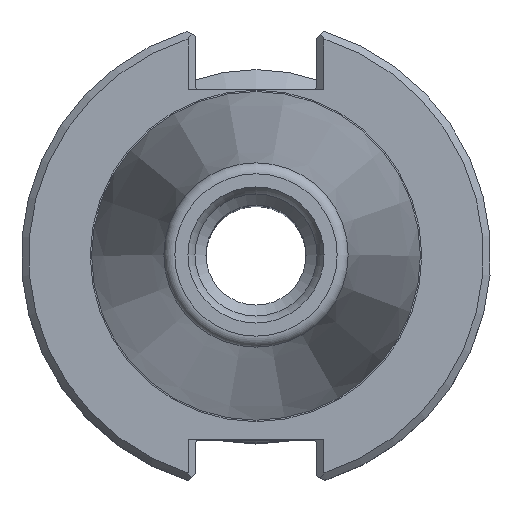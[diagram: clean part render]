
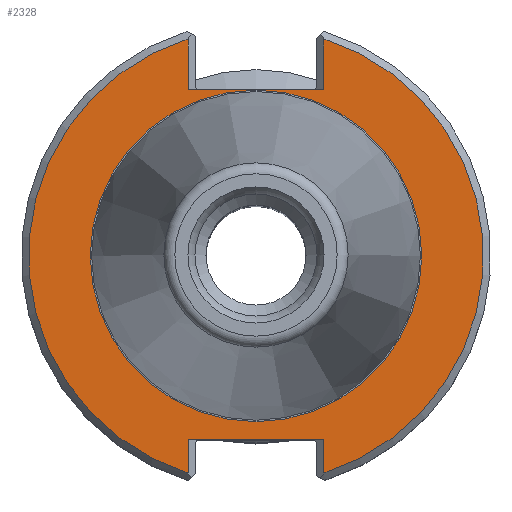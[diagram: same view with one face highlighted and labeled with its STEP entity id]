
A CAD part, top view. The second image highlights one B-rep face of the part: STEP entity #2328.
In plain terms, the highlighted planar face has unit normal (0, 0, 1).
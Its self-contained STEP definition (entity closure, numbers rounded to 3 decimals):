
#137=LINE('',#3424,#202);
#138=LINE('',#3426,#203);
#139=LINE('',#3428,#204);
#140=LINE('',#3432,#205);
#141=LINE('',#3434,#206);
#142=LINE('',#3436,#207);
#202=VECTOR('',#2723,1000.);
#203=VECTOR('',#2724,1000.);
#204=VECTOR('',#2725,1000.);
#205=VECTOR('',#2728,1000.);
#206=VECTOR('',#2729,1000.);
#207=VECTOR('',#2730,1000.);
#255=CIRCLE('',#2459,22.413);
#256=CIRCLE('',#2461,30.75);
#257=CIRCLE('',#2462,30.75);
#441=ORIENTED_EDGE('',*,*,#852,.T.);
#442=ORIENTED_EDGE('',*,*,#853,.T.);
#443=ORIENTED_EDGE('',*,*,#854,.F.);
#444=ORIENTED_EDGE('',*,*,#855,.T.);
#445=ORIENTED_EDGE('',*,*,#856,.T.);
#446=ORIENTED_EDGE('',*,*,#857,.T.);
#447=ORIENTED_EDGE('',*,*,#858,.F.);
#448=ORIENTED_EDGE('',*,*,#859,.T.);
#449=ORIENTED_EDGE('',*,*,#851,.F.);
#851=EDGE_CURVE('',#1048,#1048,#255,.T.);
#852=EDGE_CURVE('',#1049,#1050,#256,.T.);
#853=EDGE_CURVE('',#1050,#1051,#137,.T.);
#854=EDGE_CURVE('',#1052,#1051,#138,.T.);
#855=EDGE_CURVE('',#1052,#1053,#139,.T.);
#856=EDGE_CURVE('',#1053,#1054,#257,.T.);
#857=EDGE_CURVE('',#1054,#1055,#140,.T.);
#858=EDGE_CURVE('',#1056,#1055,#141,.T.);
#859=EDGE_CURVE('',#1056,#1049,#142,.T.);
#1048=VERTEX_POINT('',#3419);
#1049=VERTEX_POINT('',#3422);
#1050=VERTEX_POINT('',#3423);
#1051=VERTEX_POINT('',#3425);
#1052=VERTEX_POINT('',#3427);
#1053=VERTEX_POINT('',#3429);
#1054=VERTEX_POINT('',#3431);
#1055=VERTEX_POINT('',#3433);
#1056=VERTEX_POINT('',#3435);
#1236=EDGE_LOOP('',(#441,#442,#443,#444,#445,#446,#447,#448));
#1237=EDGE_LOOP('',(#449));
#1393=FACE_BOUND('',#1236,.T.);
#1394=FACE_BOUND('',#1237,.T.);
#1535=PLANE('',#2460);
#2328=ADVANCED_FACE('',(#1393,#1394),#1535,.T.);
#2459=AXIS2_PLACEMENT_3D('',#3418,#2717,#2718);
#2460=AXIS2_PLACEMENT_3D('',#3420,#2719,#2720);
#2461=AXIS2_PLACEMENT_3D('',#3421,#2721,#2722);
#2462=AXIS2_PLACEMENT_3D('',#3430,#2726,#2727);
#2717=DIRECTION('',(0.,0.,1.));
#2718=DIRECTION('',(1.,0.,0.));
#2719=DIRECTION('',(0.,0.,1.));
#2720=DIRECTION('',(1.,0.,0.));
#2721=DIRECTION('',(0.,0.,1.));
#2722=DIRECTION('',(1.,0.,0.));
#2723=DIRECTION('',(0.,1.,0.));
#2724=DIRECTION('',(-1.,0.,0.));
#2725=DIRECTION('',(0.,-1.,0.));
#2726=DIRECTION('',(0.,0.,1.));
#2727=DIRECTION('',(1.,0.,0.));
#2728=DIRECTION('',(0.,-1.,0.));
#2729=DIRECTION('',(1.,0.,0.));
#2730=DIRECTION('',(0.,1.,0.));
#3418=CARTESIAN_POINT('',(0.,0.,-3.17));
#3419=CARTESIAN_POINT('',(22.413,0.,-3.17));
#3420=CARTESIAN_POINT('',(22.413,0.,-3.17));
#3421=CARTESIAN_POINT('',(0.,0.,-3.17));
#3422=CARTESIAN_POINT('',(-9.19,29.345,-3.17));
#3423=CARTESIAN_POINT('',(-9.19,-29.345,-3.17));
#3424=CARTESIAN_POINT('',(-9.19,-24.87,-3.17));
#3425=CARTESIAN_POINT('',(-9.19,-24.87,-3.17));
#3426=CARTESIAN_POINT('',(8.19,-24.87,-3.17));
#3427=CARTESIAN_POINT('',(9.19,-24.87,-3.17));
#3428=CARTESIAN_POINT('',(9.19,-30.831,-3.17));
#3429=CARTESIAN_POINT('',(9.19,-29.345,-3.17));
#3430=CARTESIAN_POINT('',(0.,0.,-3.17));
#3431=CARTESIAN_POINT('',(9.19,29.345,-3.17));
#3432=CARTESIAN_POINT('',(9.19,22.46,-3.17));
#3433=CARTESIAN_POINT('',(9.19,22.46,-3.17));
#3434=CARTESIAN_POINT('',(-8.19,22.46,-3.17));
#3435=CARTESIAN_POINT('',(-9.19,22.46,-3.17));
#3436=CARTESIAN_POINT('',(-9.19,30.831,-3.17));
